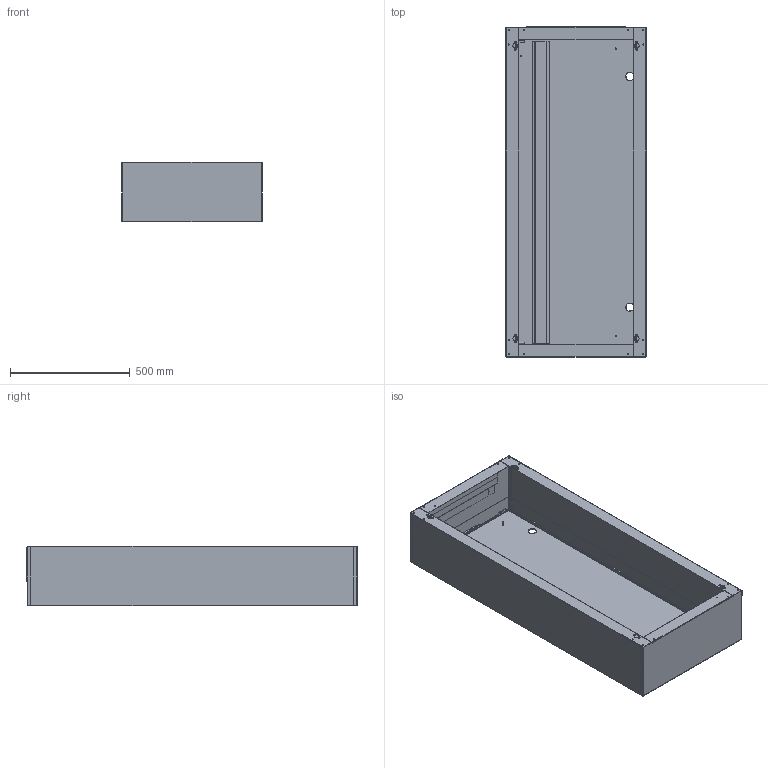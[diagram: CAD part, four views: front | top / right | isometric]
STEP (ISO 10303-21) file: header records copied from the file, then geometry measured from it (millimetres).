
FILE_DESCRIPTION (( 'STEP AP214' ), '1' );
FILE_NAME ('IL006228-F.STEP', '2020-01-29T12:21:46', ( '' ), ( '' ), 'SwSTEP 2.0', 'SolidWorks 2019', '' );
FILE_SCHEMA (( 'AUTOMOTIVE_DESIGN' ));
Length unit declared in the file: millimetre
Products named in the file (8): IL006228-F; IL006228-F door; baglama gornja_LH; IL006228-F enclosure; Sponge part big; baglama donja_LH; Sponge part small; Metal part
Assembly tree (8 placements, depth 2):
  IL006228-F
    IL006228-F enclosure
    IL006228-F door
    Metal part  x2
    baglama donja_LH
    baglama gornja_LH
    Sponge part big
    Sponge part small
Bounding box: 586 x 1378.5 x 250 mm (x, y, z)
Volume: 4328646.8 mm3; surface area: 5057398.7 mm2
Topology: 10 solids, 10 shells, 829 faces, 2104 edges, 1281 vertices
Faces by surface type: plane 525, cylinder 288, cone 8, sphere 5, bspline 2, torus 1
Entity records: 25053 total; most frequent: DIRECTION 4294, CARTESIAN_POINT 4279, ORIENTED_EDGE 4142, EDGE_CURVE 2071, LINE 1494, VECTOR 1494, AXIS2_PLACEMENT_3D 1400, VERTEX_POINT 1267
